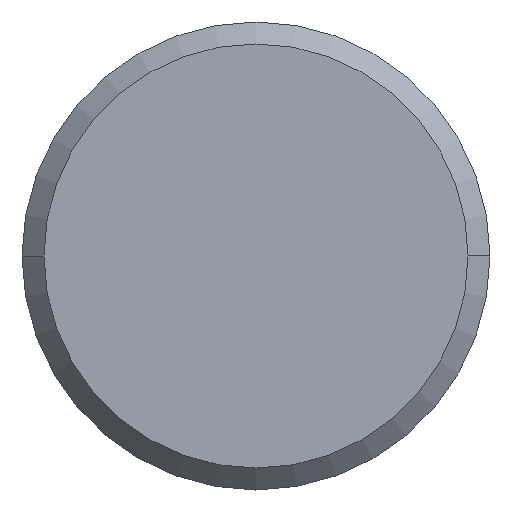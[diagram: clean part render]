
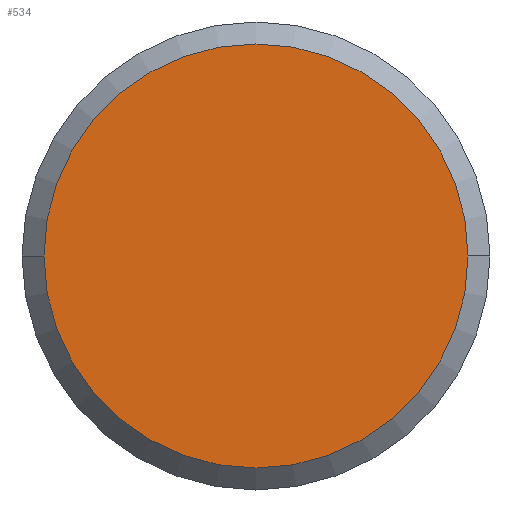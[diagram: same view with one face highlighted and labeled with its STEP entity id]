
A CAD part, left-side view. The second image highlights one B-rep face of the part: STEP entity #534.
In plain terms, the highlighted planar face has unit normal (-1, 0, 0).
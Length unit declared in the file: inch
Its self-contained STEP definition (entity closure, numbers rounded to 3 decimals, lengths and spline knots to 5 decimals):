
#16 = CARTESIAN_POINT ( 'NONE',  ( -1.33858, 0., 0. ) ) ;
#29 = FACE_OUTER_BOUND ( 'NONE', #547, .T. ) ;
#80 = DIRECTION ( 'NONE',  ( 0., 1., 0. ) ) ;
#82 = DIRECTION ( 'NONE',  ( 1., 0., 0. ) ) ;
#84 = CARTESIAN_POINT ( 'NONE',  ( -1.33858, 0., 0. ) ) ;
#92 = DIRECTION ( 'NONE',  ( 0., 0., 1. ) ) ;
#146 = CIRCLE ( 'NONE', #645, 0.11417 ) ;
#180 = ORIENTED_EDGE ( 'NONE', *, *, #634, .F. ) ;
#246 = CARTESIAN_POINT ( 'NONE',  ( -1.33858, 0.11417, 0. ) ) ;
#267 = CARTESIAN_POINT ( 'NONE',  ( -1.33858, -0.11417, 0. ) ) ;
#343 = VERTEX_POINT ( 'NONE', #246 ) ;
#350 = PLANE ( 'NONE',  #565 ) ;
#397 = EDGE_CURVE ( 'NONE', #542, #343, #490, .T. ) ;
#490 = CIRCLE ( 'NONE', #531, 0.11417 ) ;
#531 = AXIS2_PLACEMENT_3D ( 'NONE', #84, #82, #80 ) ;
#534 = ADVANCED_FACE ( 'NONE', ( #29 ), #350, .T. ) ;
#542 = VERTEX_POINT ( 'NONE', #267 ) ;
#547 = EDGE_LOOP ( 'NONE', ( #180, #755 ) ) ;
#565 = AXIS2_PLACEMENT_3D ( 'NONE', #720, #765, #92 ) ;
#627 = DIRECTION ( 'NONE',  ( 1., 0., 0. ) ) ;
#634 = EDGE_CURVE ( 'NONE', #343, #542, #146, .T. ) ;
#645 = AXIS2_PLACEMENT_3D ( 'NONE', #16, #627, #710 ) ;
#710 = DIRECTION ( 'NONE',  ( 0., 1., 0. ) ) ;
#720 = CARTESIAN_POINT ( 'NONE',  ( -1.33858, 0.05709, 0. ) ) ;
#755 = ORIENTED_EDGE ( 'NONE', *, *, #397, .F. ) ;
#765 = DIRECTION ( 'NONE',  ( -1., 0., 0. ) ) ;
